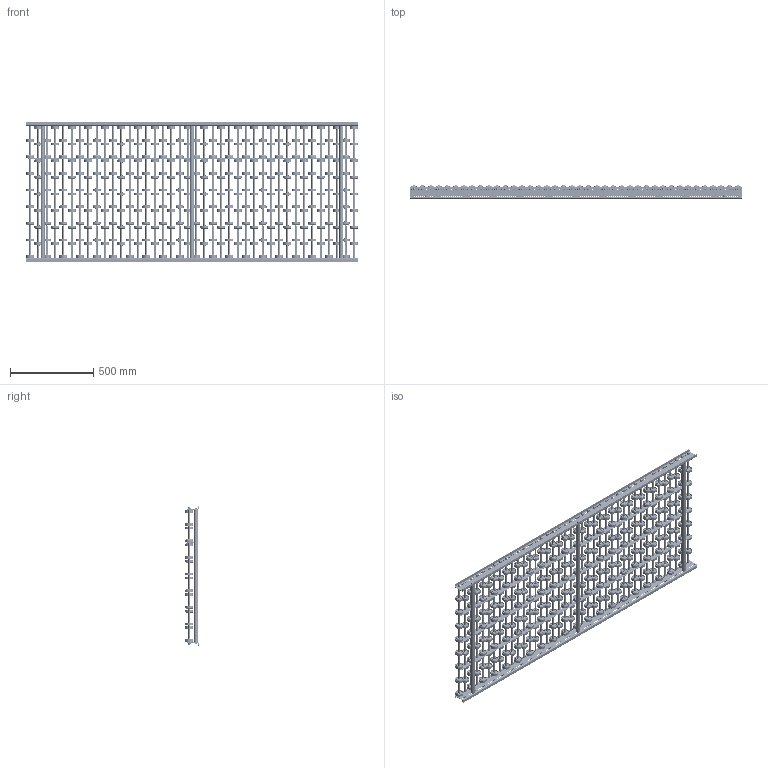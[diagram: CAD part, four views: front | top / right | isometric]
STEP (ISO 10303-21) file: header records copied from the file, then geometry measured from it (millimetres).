
FILE_DESCRIPTION (( 'STEP AP214' ), '1' );
FILE_NAME ('0052392.step', '2021-10-26T13:15:52', ( '' ), ( '' ), 'SwSTEP 2.0', 'SolidWorks 2020', '' );
FILE_SCHEMA (( 'AUTOMOTIVE_DESIGN' ));
Length unit declared in the file: millimetre
Products named in the file (10): 0052392; 0011532_2300-48-8; Traversen_KFG_L800; S100100_Längstraverse-42x2,5_S100103_L„ngstraverse-RB-L2000; S100994_Sperrzahnschraube_M08x16-8.8-A2K; S106837_Gewindestange-M8-KFG_L820; Profil_LRB-20x70x20x2_KFG_S100202_U-PROFIL-20-70-20-2-LRB-L=2000; 0046278_KB-ROHR-12X1,75mm_KFG_L75; Röllchenachse-für-Konfiguration_EL800; Hutmutter_DIN_1587_M8
Assembly tree (151 placements, depth 3):
  0052392
    Profil_LRB-20x70x20x2_KFG_S100202_U-PROFIL-20-70-20-2-LRB-L=2000  x2
    S100994_Sperrzahnschraube_M08x16-8.8-A2K  x6
    Traversen_KFG_L800  x3
    Röllchenachse-für-Konfiguration_EL800  x40
      S106837_Gewindestange-M8-KFG_L820
      0011532_2300-48-8
      0046278_KB-ROHR-12X1,75mm_KFG_L75
    S100100_Längstraverse-42x2,5_S100103_L„ngstraverse-RB-L2000  x3
    Hutmutter_DIN_1587_M8  x80
Bounding box: 2000 x 79 x 840 mm (x, y, z)
Volume: 10500856.2 mm3; surface area: 7317806.8 mm2
Topology: 780 solids, 780 shells, 28730 faces, 59834 edges, 35408 vertices
Faces by surface type: torus 10264, cylinder 9274, plane 5060, cone 4052, bspline 80
Entity records: 37156 total; most frequent: DIRECTION 6889, CARTESIAN_POINT 6257, ORIENTED_EDGE 5652, AXIS2_PLACEMENT_3D 2982, EDGE_CURVE 2826, VERTEX_POINT 1854, EDGE_LOOP 1824, CIRCLE 1821
